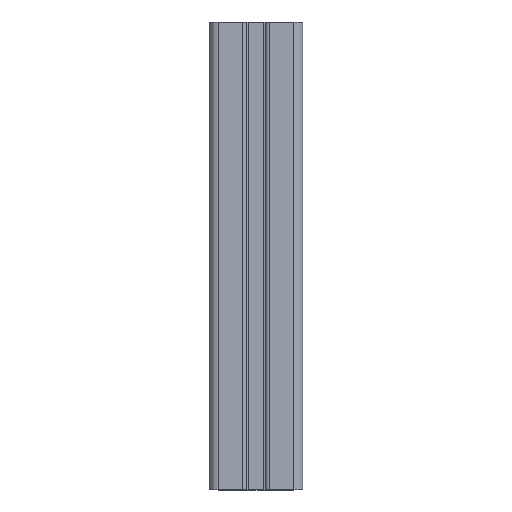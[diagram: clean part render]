
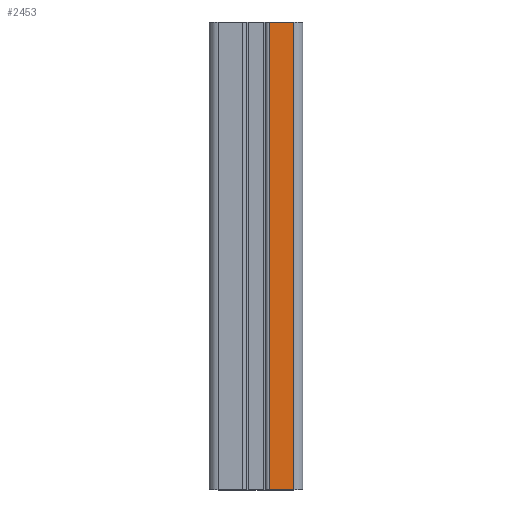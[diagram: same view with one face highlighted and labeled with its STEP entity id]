
A CAD part, top view. The second image highlights one B-rep face of the part: STEP entity #2453.
In plain terms, the highlighted planar face has unit normal (0, 0, 1).
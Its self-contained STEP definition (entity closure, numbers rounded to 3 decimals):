
#37=PLANE('',#2623);
#117=FACE_OUTER_BOUND('',#245,.T.);
#245=EDGE_LOOP('',(#1737,#1738,#1739,#1740));
#414=LINE('',#3810,#656);
#415=LINE('',#3814,#657);
#416=LINE('',#3816,#658);
#417=LINE('',#3817,#659);
#656=VECTOR('',#3034,200.);
#657=VECTOR('',#3039,10.4);
#658=VECTOR('',#3040,200.);
#659=VECTOR('',#3041,10.4);
#1041=VERTEX_POINT('',#3807);
#1042=VERTEX_POINT('',#3809);
#1043=VERTEX_POINT('',#3813);
#1044=VERTEX_POINT('',#3815);
#1325=EDGE_CURVE('',#1041,#1042,#414,.T.);
#1327=EDGE_CURVE('',#1041,#1043,#415,.T.);
#1328=EDGE_CURVE('',#1043,#1044,#416,.T.);
#1329=EDGE_CURVE('',#1042,#1044,#417,.T.);
#1737=ORIENTED_EDGE('',*,*,#1327,.T.);
#1738=ORIENTED_EDGE('',*,*,#1328,.T.);
#1739=ORIENTED_EDGE('',*,*,#1329,.F.);
#1740=ORIENTED_EDGE('',*,*,#1325,.F.);
#2453=ADVANCED_FACE('',(#117),#37,.T.);
#2623=AXIS2_PLACEMENT_3D('',#3812,#3037,#3038);
#3034=DIRECTION('',(0.,-1.,0.));
#3037=DIRECTION('center_axis',(0.,0.,1.));
#3038=DIRECTION('ref_axis',(1.,0.,0.));
#3039=DIRECTION('',(-1.,0.,0.));
#3040=DIRECTION('',(0.,-1.,0.));
#3041=DIRECTION('',(-1.,0.,0.));
#3807=CARTESIAN_POINT('',(16.,200.,20.));
#3809=CARTESIAN_POINT('',(16.,0.,20.));
#3810=CARTESIAN_POINT('',(16.,0.,20.));
#3812=CARTESIAN_POINT('Origin',(5.6,0.,20.));
#3813=CARTESIAN_POINT('',(5.6,200.,20.));
#3814=CARTESIAN_POINT('',(2.8,200.,20.));
#3815=CARTESIAN_POINT('',(5.6,0.,20.));
#3816=CARTESIAN_POINT('',(5.6,0.,20.));
#3817=CARTESIAN_POINT('',(2.8,0.,20.));
